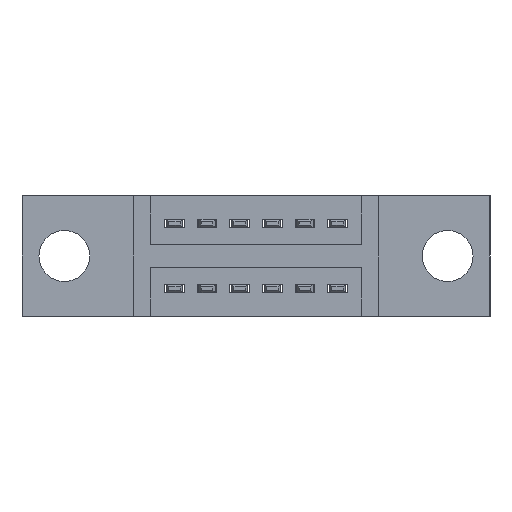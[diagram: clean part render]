
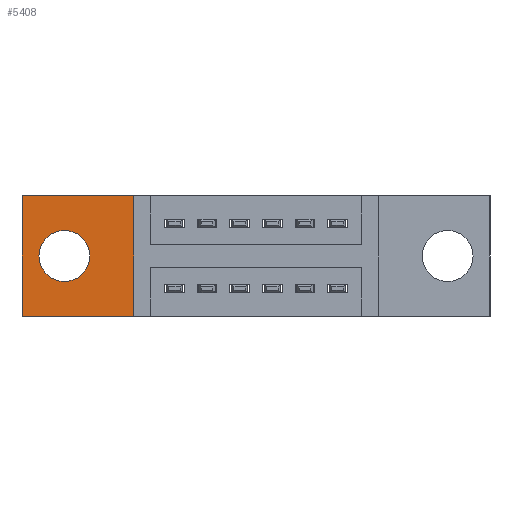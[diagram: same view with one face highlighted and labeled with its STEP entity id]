
A CAD part, front view. The second image highlights one B-rep face of the part: STEP entity #5408.
In plain terms, the highlighted planar face has unit normal (0, -1, 0).
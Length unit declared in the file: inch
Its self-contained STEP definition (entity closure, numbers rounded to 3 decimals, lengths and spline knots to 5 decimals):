
#34 = VECTOR ( 'NONE', #7942, 39.37008 ) ;
#54 = DIRECTION ( 'NONE',  ( 0., 0., -1. ) ) ;
#281 = CARTESIAN_POINT ( 'NONE',  ( 0.13, 0.11, -0.107 ) ) ;
#490 = CARTESIAN_POINT ( 'NONE',  ( 0., 0.11, 0. ) ) ;
#567 = EDGE_LOOP ( 'NONE', ( #7526, #6197 ) ) ;
#656 = ORIENTED_EDGE ( 'NONE', *, *, #7249, .T. ) ;
#837 = AXIS2_PLACEMENT_3D ( 'NONE', #8652, #7408, #3125 ) ;
#955 = ORIENTED_EDGE ( 'NONE', *, *, #4405, .T. ) ;
#1377 = EDGE_CURVE ( 'NONE', #3700, #8650, #5632, .T. ) ;
#1650 = CARTESIAN_POINT ( 'NONE',  ( 0., 0.11, 0. ) ) ;
#1819 = VERTEX_POINT ( 'NONE', #490 ) ;
#2201 = AXIS2_PLACEMENT_3D ( 'NONE', #3990, #9123, #2828 ) ;
#2265 = CARTESIAN_POINT ( 'NONE',  ( 0.3425, 0.11, 0. ) ) ;
#2270 = VECTOR ( 'NONE', #5531, 39.37008 ) ;
#2302 = DIRECTION ( 'NONE',  ( 0., 0., 1. ) ) ;
#2828 = DIRECTION ( 'NONE',  ( 0., 0., -1. ) ) ;
#3125 = DIRECTION ( 'NONE',  ( 0., 0., -1. ) ) ;
#3183 = VECTOR ( 'NONE', #2302, 39.37008 ) ;
#3247 = CARTESIAN_POINT ( 'NONE',  ( 0., 0.11, -0.37 ) ) ;
#3552 = VERTEX_POINT ( 'NONE', #8969 ) ;
#3700 = VERTEX_POINT ( 'NONE', #281 ) ;
#3990 = CARTESIAN_POINT ( 'NONE',  ( 0.13, 0.11, -0.185 ) ) ;
#4332 = CARTESIAN_POINT ( 'NONE',  ( 0.13, 0.11, -0.263 ) ) ;
#4405 = EDGE_CURVE ( 'NONE', #3552, #1819, #4739, .T. ) ;
#4448 = AXIS2_PLACEMENT_3D ( 'NONE', #8974, #5028, #54 ) ;
#4712 = ORIENTED_EDGE ( 'NONE', *, *, #9225, .T. ) ;
#4725 = FACE_BOUND ( 'NONE', #567, .T. ) ;
#4739 = LINE ( 'NONE', #8560, #34 ) ;
#5028 = DIRECTION ( 'NONE',  ( 0., -1., 0. ) ) ;
#5408 = ADVANCED_FACE ( 'NONE', ( #4725, #8342 ), #9251, .T. ) ;
#5531 = DIRECTION ( 'NONE',  ( 1., 0., 0. ) ) ;
#5632 = CIRCLE ( 'NONE', #2201, 0.078 ) ;
#5732 = CARTESIAN_POINT ( 'NONE',  ( 0., 0.11, -0.37 ) ) ;
#5953 = CARTESIAN_POINT ( 'NONE',  ( 0.3425, 0.11, -0.37 ) ) ;
#6054 = VECTOR ( 'NONE', #7540, 39.37008 ) ;
#6197 = ORIENTED_EDGE ( 'NONE', *, *, #6364, .F. ) ;
#6364 = EDGE_CURVE ( 'NONE', #8650, #3700, #8816, .T. ) ;
#7007 = LINE ( 'NONE', #2265, #3183 ) ;
#7238 = EDGE_LOOP ( 'NONE', ( #7944, #4712, #656, #955 ) ) ;
#7249 = EDGE_CURVE ( 'NONE', #8882, #3552, #7007, .T. ) ;
#7408 = DIRECTION ( 'NONE',  ( 0., -1., 0. ) ) ;
#7526 = ORIENTED_EDGE ( 'NONE', *, *, #1377, .F. ) ;
#7540 = DIRECTION ( 'NONE',  ( 0., 0., -1. ) ) ;
#7795 = LINE ( 'NONE', #1650, #6054 ) ;
#7942 = DIRECTION ( 'NONE',  ( -1., 0., 0. ) ) ;
#7944 = ORIENTED_EDGE ( 'NONE', *, *, #9236, .T. ) ;
#8214 = LINE ( 'NONE', #3247, #2270 ) ;
#8342 = FACE_OUTER_BOUND ( 'NONE', #7238, .T. ) ;
#8560 = CARTESIAN_POINT ( 'NONE',  ( 0., 0.11, 0. ) ) ;
#8650 = VERTEX_POINT ( 'NONE', #4332 ) ;
#8652 = CARTESIAN_POINT ( 'NONE',  ( 0., 0.11, -0.37 ) ) ;
#8816 = CIRCLE ( 'NONE', #4448, 0.078 ) ;
#8882 = VERTEX_POINT ( 'NONE', #5953 ) ;
#8969 = CARTESIAN_POINT ( 'NONE',  ( 0.3425, 0.11, 0. ) ) ;
#8974 = CARTESIAN_POINT ( 'NONE',  ( 0.13, 0.11, -0.185 ) ) ;
#9123 = DIRECTION ( 'NONE',  ( 0., -1., 0. ) ) ;
#9225 = EDGE_CURVE ( 'NONE', #9464, #8882, #8214, .T. ) ;
#9236 = EDGE_CURVE ( 'NONE', #1819, #9464, #7795, .T. ) ;
#9251 = PLANE ( 'NONE',  #837 ) ;
#9464 = VERTEX_POINT ( 'NONE', #5732 ) ;
